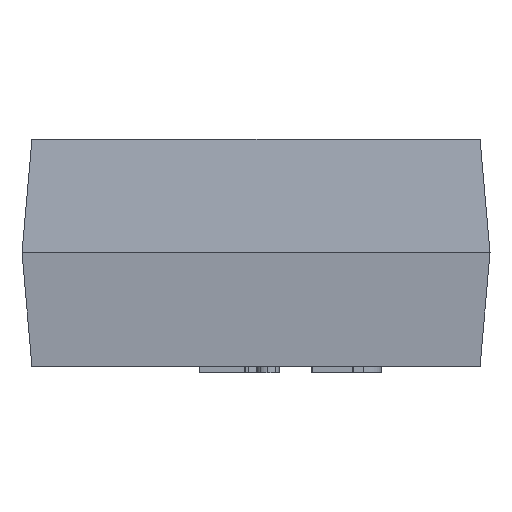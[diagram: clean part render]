
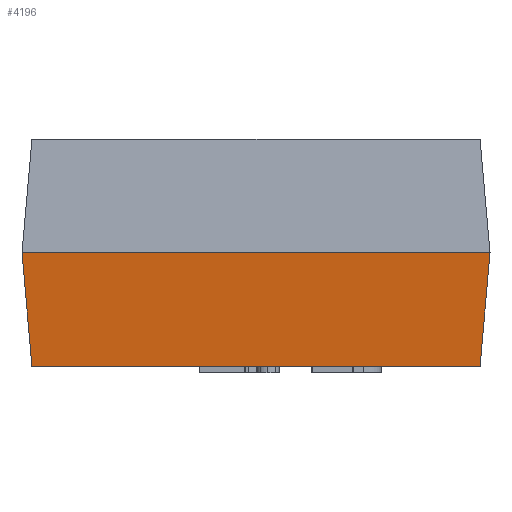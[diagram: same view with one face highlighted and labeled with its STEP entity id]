
A CAD part, left-side view. The second image highlights one B-rep face of the part: STEP entity #4196.
In plain terms, the highlighted planar face has unit normal (-0.996, 0, -0.087).
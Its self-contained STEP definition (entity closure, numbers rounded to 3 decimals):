
#2960 = EDGE_CURVE ( 'NONE', #15966, #8514, #3016, .T. ) ;
#3016 = LINE ( 'NONE', #19216, #16067 ) ;
#3155 = CARTESIAN_POINT ( 'NONE',  ( 0., 7., 0. ) ) ;
#3160 = EDGE_LOOP ( 'NONE', ( #6511, #10431, #14327, #15429 ) ) ;
#3869 = VECTOR ( 'NONE', #7311, 1000. ) ;
#3920 = FACE_OUTER_BOUND ( 'NONE', #3160, .T. ) ;
#4196 = ADVANCED_FACE ( 'NONE', ( #3920 ), #8151, .T. ) ;
#4646 = AXIS2_PLACEMENT_3D ( 'NONE', #5144, #8090, #11299 ) ;
#5144 = CARTESIAN_POINT ( 'NONE',  ( 0., 0., 0. ) ) ;
#5183 = EDGE_CURVE ( 'NONE', #16056, #8514, #7931, .T. ) ;
#5266 = CARTESIAN_POINT ( 'NONE',  ( 0.149, 0.149, -1.7 ) ) ;
#5888 = EDGE_CURVE ( 'NONE', #16548, #15966, #17612, .T. ) ;
#5989 = CARTESIAN_POINT ( 'NONE',  ( 0., 7., 0. ) ) ;
#6511 = ORIENTED_EDGE ( 'NONE', *, *, #5183, .F. ) ;
#7311 = DIRECTION ( 'NONE',  ( 0., -1., 0. ) ) ;
#7681 = VECTOR ( 'NONE', #9533, 1000. ) ;
#7931 = LINE ( 'NONE', #12458, #7681 ) ;
#8090 = DIRECTION ( 'NONE',  ( -0.996, 0., -0.087 ) ) ;
#8151 = PLANE ( 'NONE',  #4646 ) ;
#8318 = EDGE_CURVE ( 'NONE', #16548, #16056, #18038, .T. ) ;
#8514 = VERTEX_POINT ( 'NONE', #9548 ) ;
#9533 = DIRECTION ( 'NONE',  ( 0., -1., 0. ) ) ;
#9548 = CARTESIAN_POINT ( 'NONE',  ( 0., 0., 0. ) ) ;
#10431 = ORIENTED_EDGE ( 'NONE', *, *, #8318, .F. ) ;
#11299 = DIRECTION ( 'NONE',  ( -0.087, 0., 0.996 ) ) ;
#11718 = DIRECTION ( 'NONE',  ( -0.087, -0.087, 0.992 ) ) ;
#12458 = CARTESIAN_POINT ( 'NONE',  ( 0., 0., 0. ) ) ;
#13973 = CARTESIAN_POINT ( 'NONE',  ( 0.149, 6.851, -1.7 ) ) ;
#14009 = VECTOR ( 'NONE', #18323, 1000. ) ;
#14327 = ORIENTED_EDGE ( 'NONE', *, *, #5888, .T. ) ;
#15429 = ORIENTED_EDGE ( 'NONE', *, *, #2960, .T. ) ;
#15966 = VERTEX_POINT ( 'NONE', #5266 ) ;
#16034 = CARTESIAN_POINT ( 'NONE',  ( 0.149, 0., -1.7 ) ) ;
#16056 = VERTEX_POINT ( 'NONE', #5989 ) ;
#16067 = VECTOR ( 'NONE', #11718, 1000. ) ;
#16548 = VERTEX_POINT ( 'NONE', #13973 ) ;
#17612 = LINE ( 'NONE', #16034, #3869 ) ;
#18038 = LINE ( 'NONE', #3155, #14009 ) ;
#18323 = DIRECTION ( 'NONE',  ( -0.087, 0.087, 0.992 ) ) ;
#19216 = CARTESIAN_POINT ( 'NONE',  ( 0., 0., 0. ) ) ;
